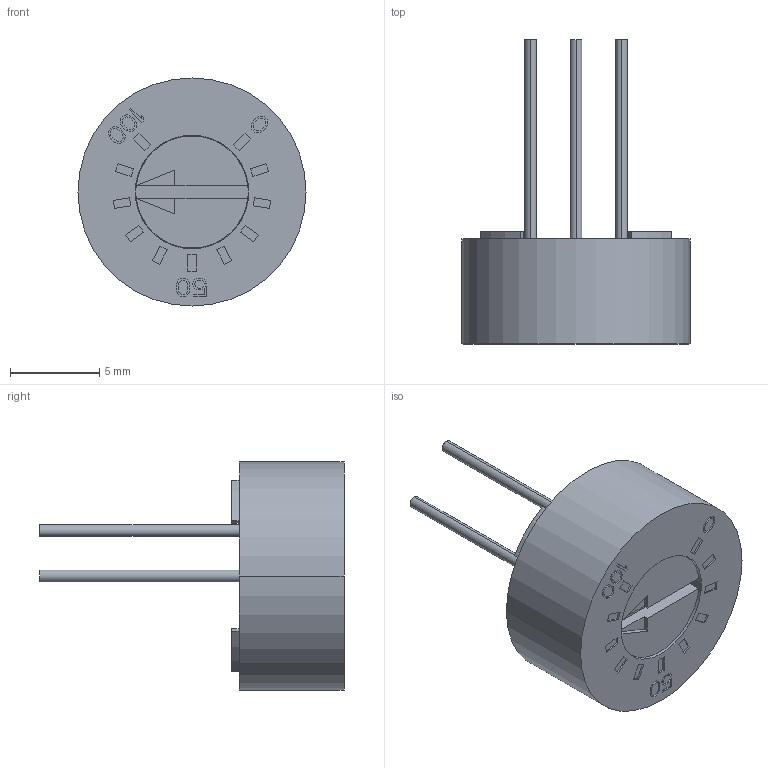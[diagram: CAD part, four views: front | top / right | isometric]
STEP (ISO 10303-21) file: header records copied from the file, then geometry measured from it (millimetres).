
FILE_DESCRIPTION((''),'2;1');
FILE_NAME('93-21_SW0001','2012-02-24T',('bmozley'),(''),'PRO/ENGINEER BY PARAMETRIC TECHNOLOGY CORPORATION, 2011490','PRO/ENGINEER BY PARAMETRIC TECHNOLOGY CORPORATION, 2011490','');
FILE_SCHEMA(('CONFIG_CONTROL_DESIGN'));
Length unit declared in the file: inch
Products named in the file (1): 93-21_SW0001
Bounding box: 12.75 x 16.99 x 12.75 mm (x, y, z)
Volume: 746.6 mm3; surface area: 607.9 mm2
Topology: 1 solids, 1 shells, 349 faces, 955 edges, 634 vertices
Faces by surface type: plane 325, cylinder 18, torus 6
Entity records: 10997 total; most frequent: CARTESIAN_POINT 2040, ORIENTED_EDGE 1910, DIRECTION 1709, EDGE_CURVE 955, VECTOR 887, LINE 887, VERTEX_POINT 634, AXIS2_PLACEMENT_3D 411
